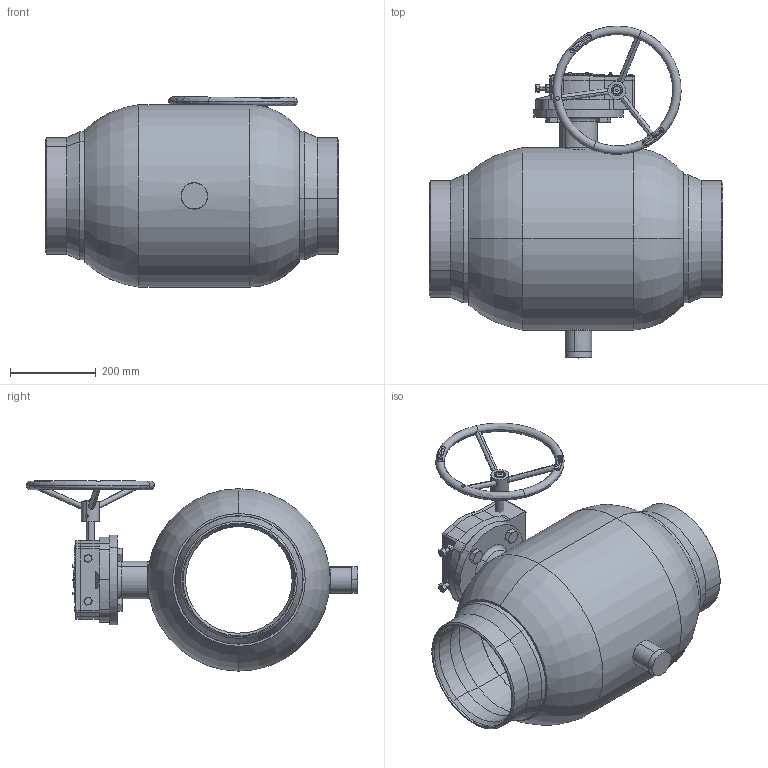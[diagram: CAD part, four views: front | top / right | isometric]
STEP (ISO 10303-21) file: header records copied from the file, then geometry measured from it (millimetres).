
FILE_DESCRIPTION (( 'STEP AP214' ), '1' );
FILE_NAME ('DN250通径蜗轮球阀.STEP', '2026-02-25T02:26:10', ( '' ), ( '' ), 'SwSTEP 2.0', 'SolidWorks 2022', '' );
FILE_SCHEMA (( 'AUTOMOTIVE_DESIGN' ));
Length unit declared in the file: millimetre
Products named in the file (25): 錨璃6; Q61F-300-5粣杶; 恘裝; hexagon head bolts-full thread gb_GB_FASTENER_BOLT_STBAB A M20X40-N; 250籵噤諉; 梓齪; 錨璃5; 蹟佪4; 蹟佪5; DN250籵噤恘謫⑩概; 忒謫; Q61F-300-19苤粣杶; 恘謫; 300恘謫; Q61F-300-1概极樓馱; 癹弇蹟譫; 眊裔; 蹟佪; 癹弇結輸; 眊极; 硌尨齪; 胶圈; 癹弇蹟佪; 錨璃; Q61F-300-22狟揤裔
Assembly tree (39 placements, depth 3):
  DN250籵噤恘謫⑩概
    Q61F-300-1概极樓馱
    Q61F-300-22狟揤裔
    Q61F-300-19苤粣杶
    Q61F-300-5粣杶
    250籵噤諉  x2
    300恘謫
      眊极
      眊裔
      恘裝
      忒謫
      梓齪
      蹟佪  x6
      恘謫
      胶圈  x2
      蹟佪5  x2
      錨璃
      錨璃5
      錨璃6
      癹弇蹟佪  x2
      癹弇蹟譫  x2
      蹟佪4  x2
      硌尨齪
      癹弇結輸  x2
    hexagon head bolts-full thread gb_GB_FASTENER_BOLT_STBAB A M20X40-N  x4
Bounding box: 685 x 774.79 x 444.29 mm (x, y, z)
Volume: 14355241.4 mm3; surface area: 2717260.5 mm2
Topology: 40 solids, 40 shells, 1367 faces, 3391 edges, 2199 vertices
Faces by surface type: plane 710, cylinder 454, bspline 93, cone 86, torus 24
Entity records: 44973 total; most frequent: CARTESIAN_POINT 16091, ORIENTED_EDGE 5714, DIRECTION 5487, EDGE_CURVE 2857, VERTEX_POINT 1865, AXIS2_PLACEMENT_3D 1857, LINE 1773, VECTOR 1773
